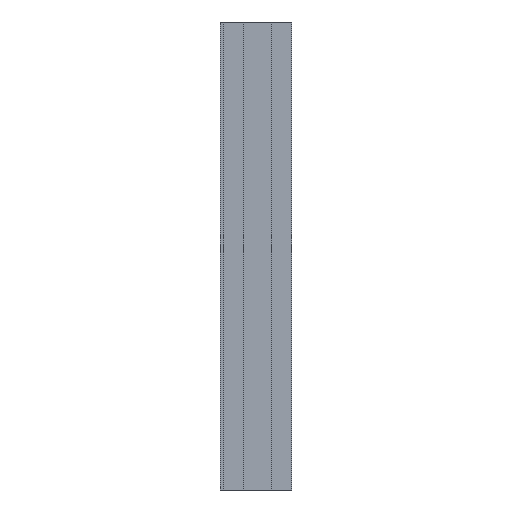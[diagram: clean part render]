
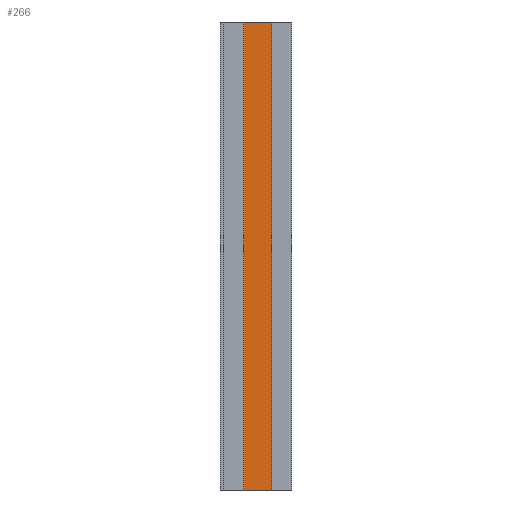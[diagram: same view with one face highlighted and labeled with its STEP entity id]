
A CAD part, left-side view. The second image highlights one B-rep face of the part: STEP entity #266.
In plain terms, the highlighted planar face has unit normal (-1, 0, 0).
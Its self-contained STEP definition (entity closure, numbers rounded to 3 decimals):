
#53 = VERTEX_POINT ( 'NONE', #2079 ) ;
#55 = VERTEX_POINT ( 'NONE', #2081 ) ;
#56 = VERTEX_POINT ( 'NONE', #2082 ) ;
#58 = VERTEX_POINT ( 'NONE', #2084 ) ;
#266 = ADVANCED_FACE ( 'NONE', ( #1772 ), #2403, .T. ) ;
#456 = EDGE_CURVE ( 'NONE', #55, #58, #3210, .T. ) ;
#458 = EDGE_CURVE ( 'NONE', #56, #58, #3214, .T. ) ;
#459 = EDGE_CURVE ( 'NONE', #53, #56, #3216, .T. ) ;
#460 = EDGE_CURVE ( 'NONE', #53, #55, #3218, .T. ) ;
#1084 = EDGE_LOOP ( 'NONE', ( #3887, #3886, #3885, #3882 ) ) ;
#1772 = FACE_OUTER_BOUND ( 'NONE', #1084, .T. ) ;
#2079 = CARTESIAN_POINT ( 'NONE',  ( -28.5, 2.648, -173. ) ) ;
#2081 = CARTESIAN_POINT ( 'NONE',  ( -28.5, -9.352, -173. ) ) ;
#2082 = CARTESIAN_POINT ( 'NONE',  ( -28.5, 2.648, 0. ) ) ;
#2084 = CARTESIAN_POINT ( 'NONE',  ( -28.5, -9.352, 0. ) ) ;
#2403 = PLANE ( 'NONE',  #2795 ) ;
#2404 = CARTESIAN_POINT ( 'NONE',  ( -28.5, 2.648, -173. ) ) ;
#2405 = DIRECTION ( 'NONE',  ( -1., 0., 0. ) ) ;
#2406 = DIRECTION ( 'NONE',  ( 0., 0., 1. ) ) ;
#2795 = AXIS2_PLACEMENT_3D ( 'NONE', #2404, #2405, #2406 ) ;
#3210 = LINE ( 'NONE', #4773, #3211 ) ;
#3211 = VECTOR ( 'NONE', #4774, 1000. ) ;
#3214 = LINE ( 'NONE', #4777, #3215 ) ;
#3215 = VECTOR ( 'NONE', #4778, 1000. ) ;
#3216 = LINE ( 'NONE', #4779, #3217 ) ;
#3217 = VECTOR ( 'NONE', #4780, 1000. ) ;
#3218 = LINE ( 'NONE', #4781, #3219 ) ;
#3219 = VECTOR ( 'NONE', #4782, 1000. ) ;
#3882 = ORIENTED_EDGE ( 'NONE', *, *, #456, .T. ) ;
#3885 = ORIENTED_EDGE ( 'NONE', *, *, #460, .T. ) ;
#3886 = ORIENTED_EDGE ( 'NONE', *, *, #459, .F. ) ;
#3887 = ORIENTED_EDGE ( 'NONE', *, *, #458, .F. ) ;
#4773 = CARTESIAN_POINT ( 'NONE',  ( -28.5, -9.352, -173. ) ) ;
#4774 = DIRECTION ( 'NONE',  ( 0., 0., 1. ) ) ;
#4777 = CARTESIAN_POINT ( 'NONE',  ( -28.5, 2.648, 0. ) ) ;
#4778 = DIRECTION ( 'NONE',  ( 0., -1., 0. ) ) ;
#4779 = CARTESIAN_POINT ( 'NONE',  ( -28.5, 2.648, -173. ) ) ;
#4780 = DIRECTION ( 'NONE',  ( 0., 0., 1. ) ) ;
#4781 = CARTESIAN_POINT ( 'NONE',  ( -28.5, 2.648, -173. ) ) ;
#4782 = DIRECTION ( 'NONE',  ( 0., -1., 0. ) ) ;
